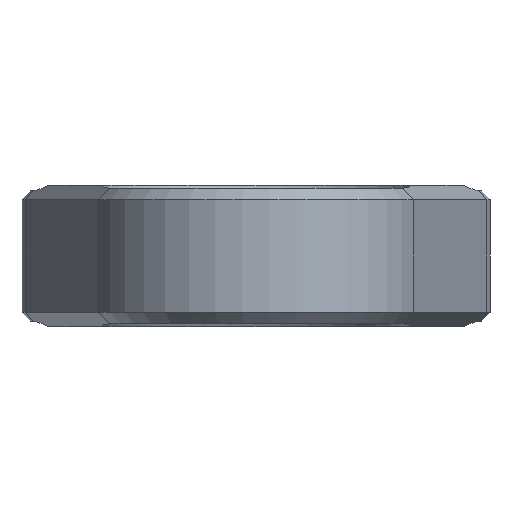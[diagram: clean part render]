
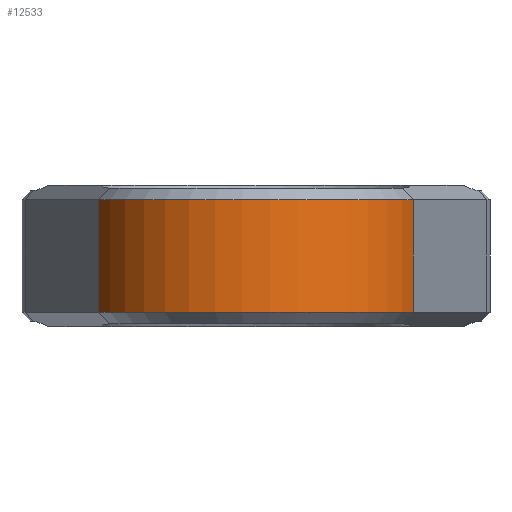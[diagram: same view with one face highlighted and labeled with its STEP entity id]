
A CAD part, front view. The second image highlights one B-rep face of the part: STEP entity #12533.
In plain terms, the highlighted cylindrical face has radius 7.489 mm (diameter 14.978 mm), a partial arc.
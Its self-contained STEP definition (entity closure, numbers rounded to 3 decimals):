
#9463=CARTESIAN_POINT('',(0.,0.,2.54));
#9464=DIRECTION('',(0.,0.,1.));
#9465=DIRECTION('',(-0.944,-0.33,0.));
#9466=AXIS2_PLACEMENT_3D('',#9463,#9464,#9465);
#9758=DIRECTION('',(0.,0.,1.));
#9759=VECTOR('',#9758,5.08);
#9760=CARTESIAN_POINT('',(7.07,-2.469,-2.54));
#9761=LINE('',#9760,#9759);
#9762=DIRECTION('',(0.,0.,-1.));
#9763=VECTOR('',#9762,5.08);
#9764=CARTESIAN_POINT('',(-7.07,-2.469,2.54));
#9765=LINE('',#9764,#9763);
#9893=CARTESIAN_POINT('',(0.,0.,-2.54));
#9894=DIRECTION('',(0.,0.,-1.));
#9895=DIRECTION('',(0.944,-0.33,0.));
#9896=AXIS2_PLACEMENT_3D('',#9893,#9894,#9895);
#11776=CARTESIAN_POINT('',(-7.07,-2.469,-2.54));
#11778=VERTEX_POINT('',#11776);
#11841=CARTESIAN_POINT('',(7.07,-2.469,2.54));
#11842=VERTEX_POINT('',#11841);
#11852=CARTESIAN_POINT('',(7.07,-2.469,-2.54));
#11853=VERTEX_POINT('',#11852);
#11877=CARTESIAN_POINT('',(-7.07,-2.469,2.54));
#11878=VERTEX_POINT('',#11877);
#12520=CARTESIAN_POINT('',(0.,0.,3.175));
#12521=DIRECTION('',(0.,0.,-1.));
#12522=DIRECTION('',(-1.,0.,0.));
#12523=AXIS2_PLACEMENT_3D('',#12520,#12521,#12522);
#12524=CYLINDRICAL_SURFACE('',#12523,7.489);
#12526=ORIENTED_EDGE('',*,*,#12525,.F.);
#12528=ORIENTED_EDGE('',*,*,#12527,.T.);
#12529=ORIENTED_EDGE('',*,*,#12511,.F.);
#12530=ORIENTED_EDGE('',*,*,#12100,.T.);
#12531=EDGE_LOOP('',(#12526,#12528,#12529,#12530));
#12532=FACE_OUTER_BOUND('',#12531,.F.);
#12533=ADVANCED_FACE('',(#12532),#12524,.T.);
#9467=CIRCLE('',#9466,7.489);
#9897=CIRCLE('',#9896,7.489);
#12100=EDGE_CURVE('',#11878,#11842,#9467,.T.);
#12511=EDGE_CURVE('',#11878,#11778,#9765,.T.);
#12525=EDGE_CURVE('',#11853,#11842,#9761,.T.);
#12527=EDGE_CURVE('',#11853,#11778,#9897,.T.);
